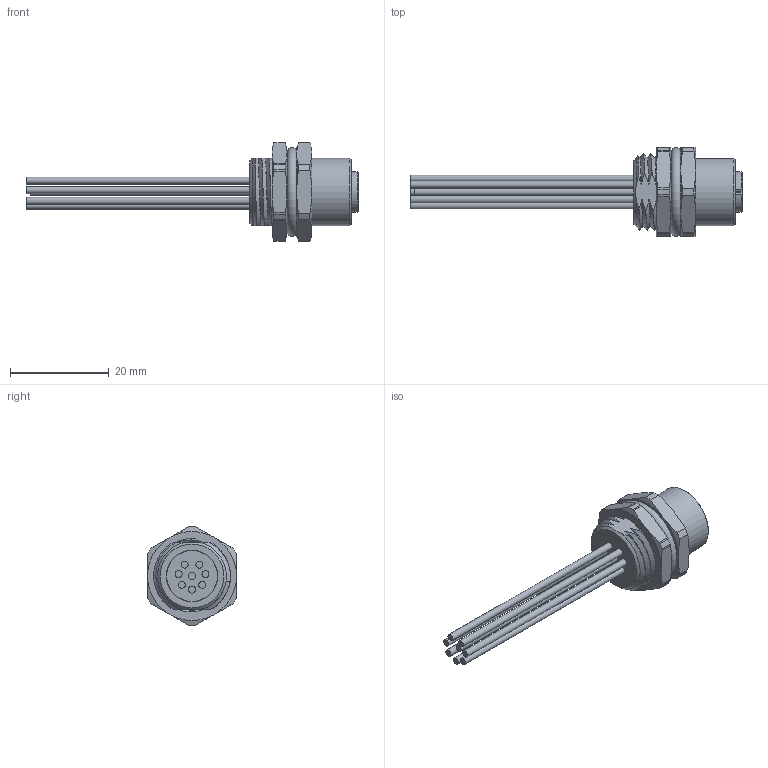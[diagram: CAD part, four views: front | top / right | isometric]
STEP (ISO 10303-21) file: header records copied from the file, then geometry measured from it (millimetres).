
FILE_DESCRIPTION(/* description */ ('Unknown'),/* implementation_level */ '2;1');
FILE_NAME(/* name */ '643362100408',/* time_stamp */ '2024-12-06T14:55:55+01:00',/* author */ ('Unknown'),/* organization */ ('Unknown'),/* preprocessor_version */ 'ST-DEVELOPER v19.4',/* originating_system */ 'Solid Edge',/* authorisation */ 'Unknown');
FILE_SCHEMA (('AUTOMOTIVE_DESIGN {1 0 10303 214 3 1 1}'));
Length unit declared in the file: millimetre
Products named in the file (17): 6433621004xx_With Cable; 6433621004xx; 643362100408; 6433621004xx_Seal_inner; 6433621004xx_Housing; 643362100408_Pin; 6433621004xx_Resin; 6433621004xx_Seal_outer; 6433621004xx_Nut; Wire 24AWG White; Wire 24AWG Brown; Wire 24AWG Green; Wire 24AWG Yellow; Wire 24AWG Red; Wire 24AWG Grey; Wire 24AWG Pink; Wire 24AWG Blue
Assembly tree (23 placements, depth 3):
  6433621004xx_With Cable
    6433621004xx
      643362100408
      6433621004xx_Seal_inner
      6433621004xx_Housing
      643362100408_Pin  x8
      6433621004xx_Resin
      6433621004xx_Seal_outer
      6433621004xx_Nut
    Wire 24AWG White
    Wire 24AWG Brown
    Wire 24AWG Green
    Wire 24AWG Yellow
    Wire 24AWG Red
    Wire 24AWG Grey
    Wire 24AWG Pink
    Wire 24AWG Blue
Bounding box: 67.3 x 18.01 x 20 mm (x, y, z)
Volume: 4282.2 mm3; surface area: 7814.1 mm2
Topology: 22 solids, 22 shells, 604 faces, 1447 edges, 944 vertices
Faces by surface type: plane 256, cylinder 198, cone 114, bspline 25, torus 11
Full cylindrical faces by diameter (mm): 0.61 x8, 0.8 x8, 0.85 x8, 1 x8, 1.4 x32, 1.42 x8, 1.45 x8, 1.5 x16, 1.56 x8, 1.6 x8, 1.7 x5, 1.9 x5, 8.3 x1, 8.74 x2, 9.14 x1, 9.16 x1, 9.5 x14, 10.58 x1, 10.6 x1, 13.6 x1
Entity records: 29312 total; most frequent: CARTESIAN_POINT 20741, DIRECTION 1625, ORIENTED_EDGE 1456, EDGE_CURVE 728, AXIS2_PLACEMENT_3D 699, FACE_BOUND 583, EDGE_LOOP 579, VERTEX_POINT 547
